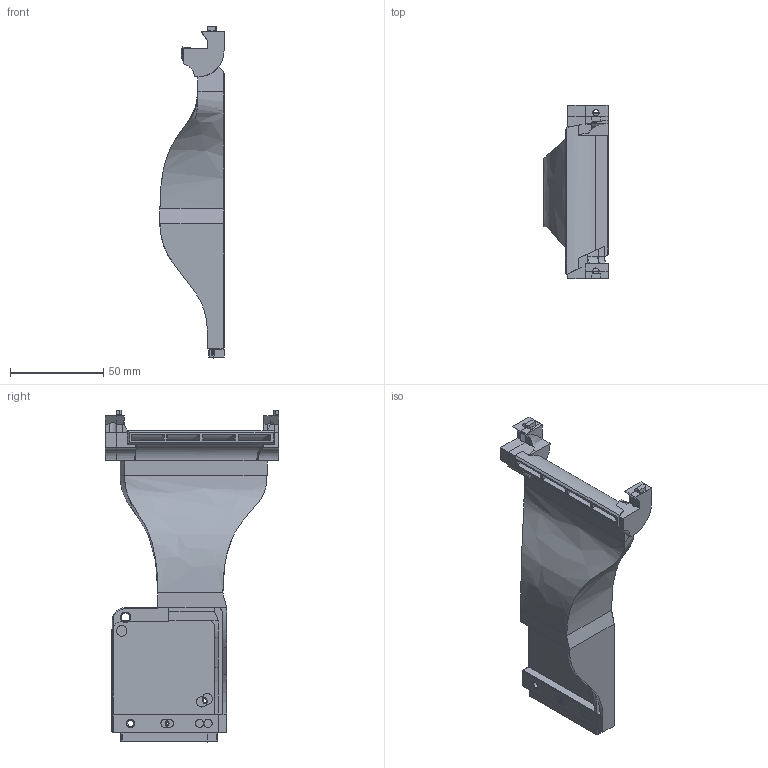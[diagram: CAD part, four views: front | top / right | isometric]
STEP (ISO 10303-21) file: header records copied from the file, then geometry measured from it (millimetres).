
FILE_DESCRIPTION(/* description */ (''),/* implementation_level */ '2;1');
FILE_NAME(/* name */ 'Klicky Aux Fan v24.step',/* time_stamp */ '2023-12-23T11:34:31+01:00',/* author */ (''),/* organization */ (''),/* preprocessor_version */ 'ST-DEVELOPER v20',/* originating_system */ 'Autodesk Translation Framework v12.14.0.127',/* authorisation */ '');
FILE_SCHEMA (('AUTOMOTIVE_DESIGN { 1 0 10303 214 3 1 1 }'));
Length unit declared in the file: millimetre
Products named in the file (6): Klicky Aux Fan; 5015_Klicky_Unibody; 6028_Klicky_Unibody; 6028 Duct Supports; Klicky_TopMount_Screws; Klicky_TwistMounts
Assembly tree (5 placements, depth 3):
  Klicky Aux Fan
    5015_Klicky_Unibody
    6028_Klicky_Unibody
      6028 Duct Supports
    Klicky_TopMount_Screws
    Klicky_TwistMounts
Bounding box: 34.4 x 92.98 x 178.1 mm (x, y, z)
Volume: 116093.6 mm3; surface area: 100164.4 mm2
Topology: 12 solids, 12 shells, 658 faces, 1793 edges, 1148 vertices
Faces by surface type: plane 491, cylinder 69, bspline 64, cone 32, torus 2
Full cylindrical faces by diameter (mm): 3.4 x8, 4.7 x10, 6 x2
Entity records: 22932 total; most frequent: CARTESIAN_POINT 6502, ORIENTED_EDGE 3570, DIRECTION 2951, EDGE_CURVE 1785, LINE 1449, VECTOR 1449, VERTEX_POINT 1148, AXIS2_PLACEMENT_3D 751
